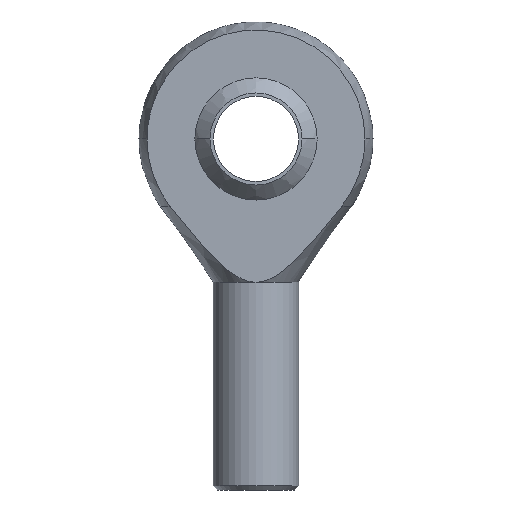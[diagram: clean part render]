
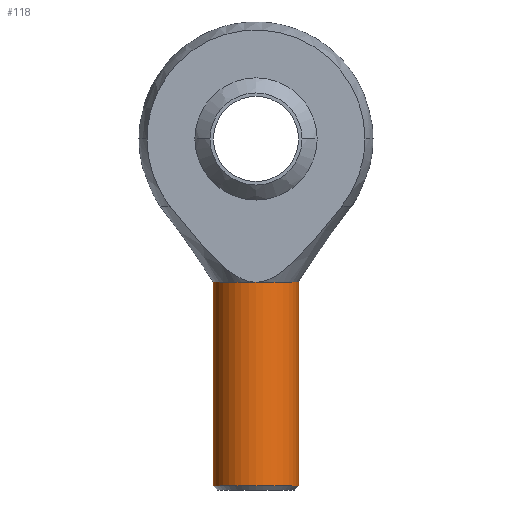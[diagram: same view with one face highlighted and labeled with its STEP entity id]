
A CAD part, front view. The second image highlights one B-rep face of the part: STEP entity #118.
In plain terms, the highlighted cylindrical face has radius 12.7 mm (diameter 25.4 mm), a partial arc.
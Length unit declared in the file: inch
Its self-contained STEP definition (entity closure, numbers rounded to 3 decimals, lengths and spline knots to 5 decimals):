
#5 = EDGE_CURVE ( 'NONE', #233, #620, #107, .T. ) ;
#15 = CARTESIAN_POINT ( 'NONE',  ( -0.5, 0., -2.49375 ) ) ;
#82 = CYLINDRICAL_SURFACE ( 'NONE', #761, 0.5 ) ;
#97 = VECTOR ( 'NONE', #1075, 39.37008 ) ;
#107 = CIRCLE ( 'NONE', #808, 0.5 ) ;
#118 = ADVANCED_FACE ( 'NONE', ( #532 ), #82, .T. ) ;
#138 = CARTESIAN_POINT ( 'NONE',  ( -0.5, 0., -1.68317 ) ) ;
#141 = CARTESIAN_POINT ( 'NONE',  ( 0.5, 0., -1.68317 ) ) ;
#142 = CARTESIAN_POINT ( 'NONE',  ( 0., 0., -2.49375 ) ) ;
#150 = DIRECTION ( 'NONE',  ( 0., 0., 1. ) ) ;
#154 = EDGE_CURVE ( 'NONE', #889, #874, #325, .T. ) ;
#195 = CIRCLE ( 'NONE', #629, 0.5 ) ;
#233 = VERTEX_POINT ( 'NONE', #138 ) ;
#257 = CIRCLE ( 'NONE', #341, 0.5 ) ;
#309 = DIRECTION ( 'NONE',  ( 0., 0., 1. ) ) ;
#310 = EDGE_LOOP ( 'NONE', ( #425, #748, #740, #504, #411 ) ) ;
#324 = DIRECTION ( 'NONE',  ( 1., 0., 0. ) ) ;
#325 = LINE ( 'NONE', #487, #97 ) ;
#326 = CARTESIAN_POINT ( 'NONE',  ( 0.5, 0., -4.075 ) ) ;
#341 = AXIS2_PLACEMENT_3D ( 'NONE', #1055, #309, #902 ) ;
#358 = DIRECTION ( 'NONE',  ( 0., 0., 1. ) ) ;
#361 = DIRECTION ( 'NONE',  ( 0., 0., 1. ) ) ;
#362 = DIRECTION ( 'NONE',  ( 1., 0., 0. ) ) ;
#387 = EDGE_CURVE ( 'NONE', #620, #874, #195, .T. ) ;
#410 = DIRECTION ( 'NONE',  ( 1., 0., 0. ) ) ;
#411 = ORIENTED_EDGE ( 'NONE', *, *, #5, .F. ) ;
#415 = CARTESIAN_POINT ( 'NONE',  ( 0., 0., -1.68317 ) ) ;
#425 = ORIENTED_EDGE ( 'NONE', *, *, #637, .F. ) ;
#436 = CARTESIAN_POINT ( 'NONE',  ( -0.5, 0., -4.075 ) ) ;
#487 = CARTESIAN_POINT ( 'NONE',  ( 0.5, 0., -2.49375 ) ) ;
#504 = ORIENTED_EDGE ( 'NONE', *, *, #387, .F. ) ;
#532 = FACE_OUTER_BOUND ( 'NONE', #310, .T. ) ;
#570 = VECTOR ( 'NONE', #361, 39.37008 ) ;
#620 = VERTEX_POINT ( 'NONE', #689 ) ;
#629 = AXIS2_PLACEMENT_3D ( 'NONE', #415, #999, #324 ) ;
#637 = EDGE_CURVE ( 'NONE', #1050, #233, #1101, .T. ) ;
#689 = CARTESIAN_POINT ( 'NONE',  ( 0., -0.5, -1.68317 ) ) ;
#698 = EDGE_CURVE ( 'NONE', #1050, #889, #257, .T. ) ;
#740 = ORIENTED_EDGE ( 'NONE', *, *, #154, .T. ) ;
#748 = ORIENTED_EDGE ( 'NONE', *, *, #698, .T. ) ;
#761 = AXIS2_PLACEMENT_3D ( 'NONE', #142, #150, #410 ) ;
#808 = AXIS2_PLACEMENT_3D ( 'NONE', #947, #358, #362 ) ;
#874 = VERTEX_POINT ( 'NONE', #141 ) ;
#889 = VERTEX_POINT ( 'NONE', #326 ) ;
#902 = DIRECTION ( 'NONE',  ( 1., 0., 0. ) ) ;
#947 = CARTESIAN_POINT ( 'NONE',  ( 0., 0., -1.68317 ) ) ;
#999 = DIRECTION ( 'NONE',  ( 0., 0., 1. ) ) ;
#1050 = VERTEX_POINT ( 'NONE', #436 ) ;
#1055 = CARTESIAN_POINT ( 'NONE',  ( 0., 0., -4.075 ) ) ;
#1075 = DIRECTION ( 'NONE',  ( 0., 0., 1. ) ) ;
#1101 = LINE ( 'NONE', #15, #570 ) ;
